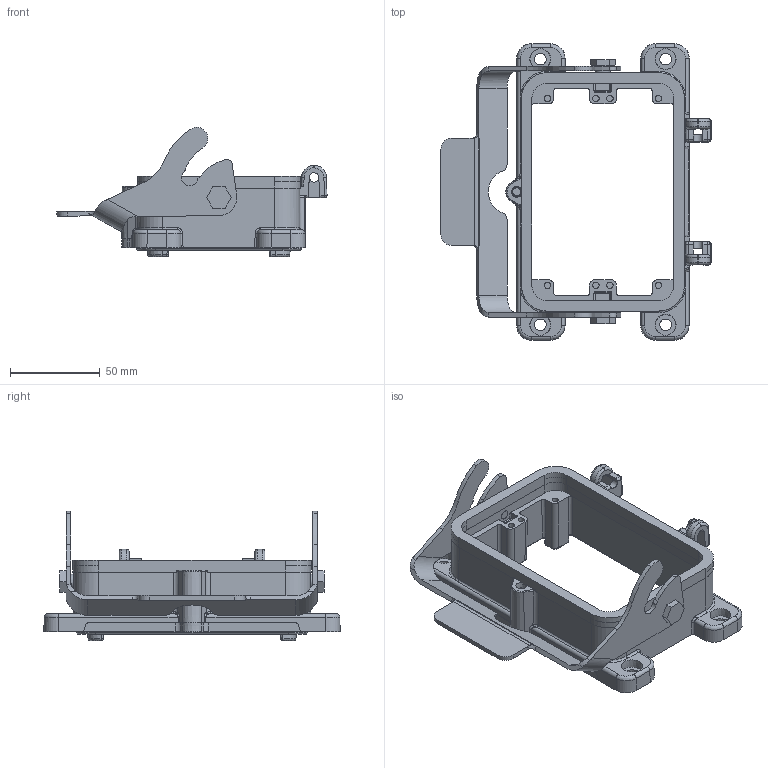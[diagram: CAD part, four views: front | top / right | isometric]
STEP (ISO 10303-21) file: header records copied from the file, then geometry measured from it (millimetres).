
FILE_DESCRIPTION(/* description */ (''),/* implementation_level */ '2;1');
FILE_NAME(/* name */ 'H48B-BK-1L.stp',/* time_stamp */ '2020-07-17T08:43:45+08:00',/* author */ (''),/* organization */ (''),/* preprocessor_version */ 'ST-DEVELOPER v16',/* originating_system */ 'SIEMENS PLM Software NX 10.0',/* authorisation */ '');
FILE_SCHEMA (('AUTOMOTIVE_DESIGN { 1 0 10303 214 3 1 1 1 }'));
Length unit declared in the file: millimetre
Products named in the file (1): Admi17BC9CD3l647
Bounding box: 150.44 x 165 x 72 mm (x, y, z)
Volume: 166097.2 mm3; surface area: 72826.7 mm2
Topology: 2 solids, 2 shells, 612 faces, 1566 edges, 954 vertices
Faces by surface type: cylinder 245, plane 211, bspline 88, torus 21, sphere 20, cone 19, extrusion 8
Full cylindrical faces by diameter (mm): 3.482 x8, 4.5 x1, 4.975 x3, 6.5 x4, 7.96 x2, 8.159 x2
Entity records: 20017 total; most frequent: CARTESIAN_POINT 5542, DIRECTION 3041, ORIENTED_EDGE 3016, EDGE_CURVE 1508, AXIS2_PLACEMENT_3D 1134, VERTEX_POINT 943, VECTOR 773, LINE 765
